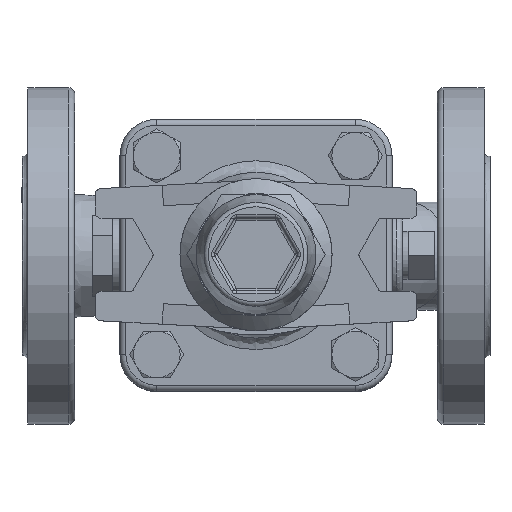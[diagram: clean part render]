
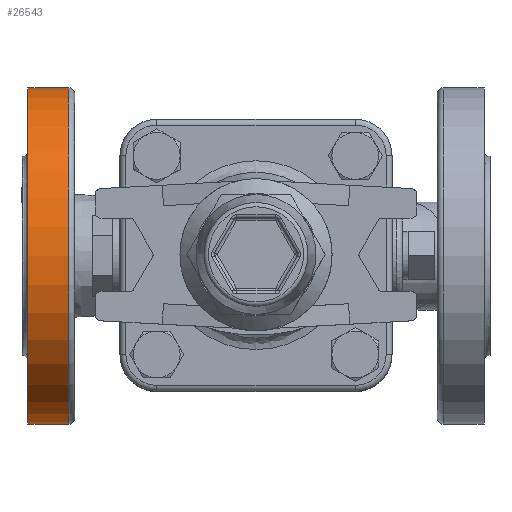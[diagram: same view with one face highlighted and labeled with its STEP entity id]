
A CAD part, top view. The second image highlights one B-rep face of the part: STEP entity #26543.
In plain terms, the highlighted cylindrical face has radius 57.5 mm (diameter 115 mm), a full revolution.
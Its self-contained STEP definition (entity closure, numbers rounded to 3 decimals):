
#26402=CARTESIAN_POINT('',(-64.,0.,105.0));
#26403=VERTEX_POINT('',#26402);
#26404=CARTESIAN_POINT('',(-64.0,0.0,47.5));
#26405=DIRECTION('',(1.0,0.0,0.0));
#26406=DIRECTION('',(0.0,0.0,-1.0));
#26407=AXIS2_PLACEMENT_3D('',#26404,#26405,#26406);
#26408=CIRCLE('',#26407,57.5);
#26409=EDGE_CURVE('',#26403,#26403,#26408,.T.);
#26524=CARTESIAN_POINT('',(-80.0,0.0,47.5));
#26525=DIRECTION('',(1.0,0.0,0.0));
#26526=DIRECTION('',(0.0,0.0,-1.0));
#26527=AXIS2_PLACEMENT_3D('',#26524,#26525,#26526);
#26528=CYLINDRICAL_SURFACE('',#26527,57.5);
#26529=CARTESIAN_POINT('',(-78.,0.,105.0));
#26530=VERTEX_POINT('',#26529);
#26531=CARTESIAN_POINT('',(-78.0,0.0,47.5));
#26532=DIRECTION('',(1.0,0.0,0.0));
#26533=DIRECTION('',(0.0,0.0,-1.0));
#26534=AXIS2_PLACEMENT_3D('',#26531,#26532,#26533);
#26535=CIRCLE('',#26534,57.5);
#26536=EDGE_CURVE('',#26530,#26530,#26535,.T.);
#26537=ORIENTED_EDGE('',*,*,#26536,.T.);
#26538=EDGE_LOOP('',(#26537));
#26539=FACE_OUTER_BOUND('',#26538,.T.);
#26540=ORIENTED_EDGE('',*,*,#26409,.F.);
#26541=EDGE_LOOP('',(#26540));
#26542=FACE_BOUND('',#26541,.T.);
#26543=ADVANCED_FACE('',(#26539,#26542),#26528,.T.);
